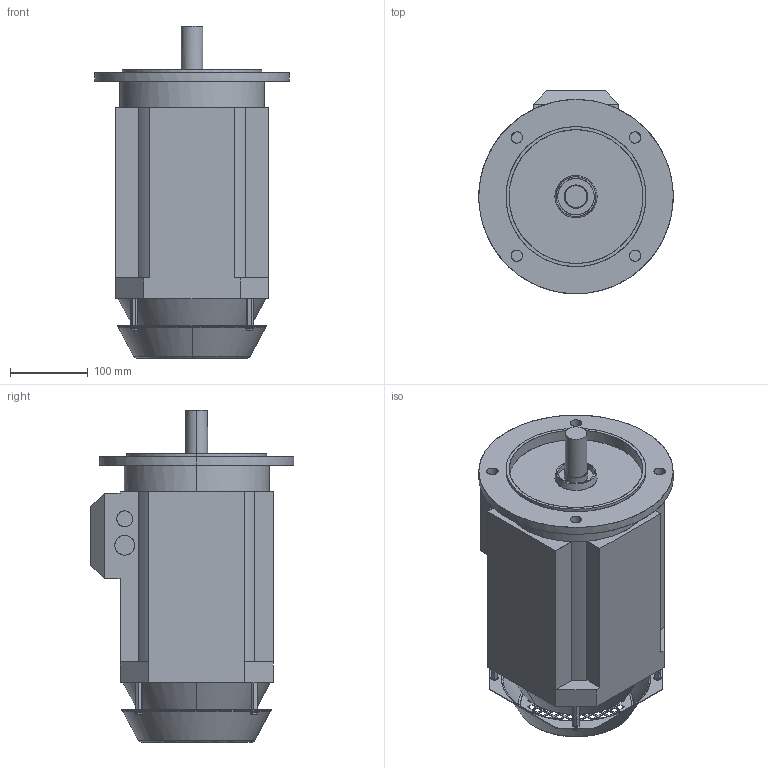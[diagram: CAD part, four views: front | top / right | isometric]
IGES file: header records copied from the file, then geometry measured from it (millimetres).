
Global section: file name: M3AA 112 IE2 B5 +005.igs; native system: NX V8.0; preprocessor: SIEMENS PLM Software NX 8.0; date: 20150717.110958; units: millimetre
Bounding box: 250 x 262 x 427 mm (x, y, z)
Surface area: 468517.2 mm2 (no closed solid volume)
Topology: 0 solids, 0 shells, 868 faces, 9946 edges, 9942 vertices
Faces by surface type: extrusion 665, bspline 203
